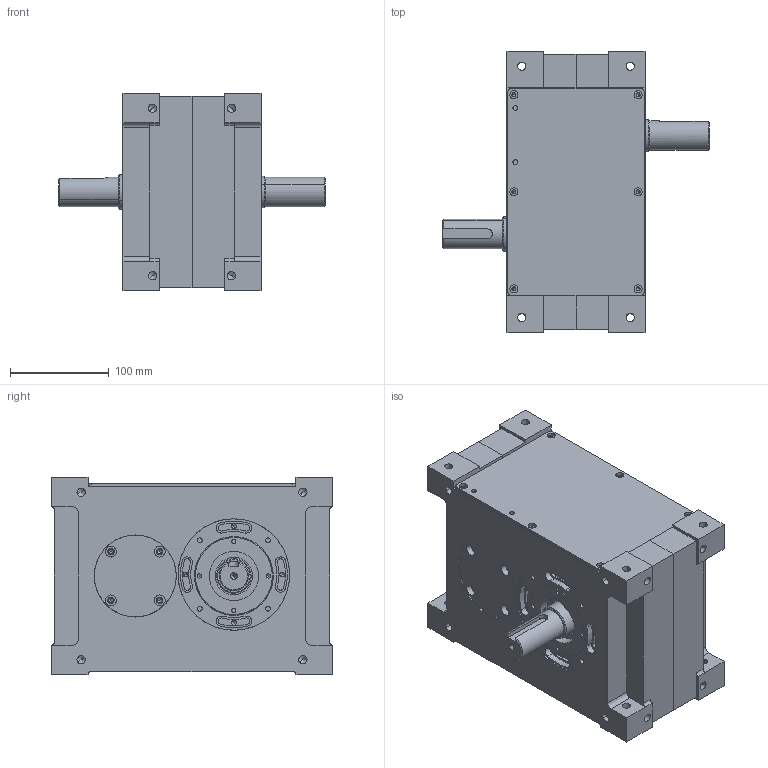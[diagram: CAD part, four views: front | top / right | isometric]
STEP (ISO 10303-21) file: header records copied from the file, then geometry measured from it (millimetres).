
FILE_DESCRIPTION(('CATIA V5 STEP Exchange'),'2;1');
FILE_NAME('P100DS.stp','2013-07-17T03:28:14+00:00',('none'),('none'),'CATIA Version 5 Release 18 SP 6 (IN-10)','CATIA V5 STEP AP203','none');
FILE_SCHEMA(('CONFIG_CONTROL_DESIGN'));
Length unit declared in the file: millimetre
Products named in the file (1): P100DSF
Assembly tree (10 placements, depth 2):
  P100DSF
    #56
    #11487
    #12314
    #13291
    #14203
    #15283
    #19370
    #20186
    #20871
    #21040
Bounding box: 270 x 285 x 200 mm (x, y, z)
Volume: 3270242.8 mm3; surface area: 679322.2 mm2
Topology: 12 solids, 12 shells, 729 faces, 1822 edges, 1128 vertices
Faces by surface type: cylinder 389, plane 198, cone 130, bspline 12
Entity records: 21486 total; most frequent: CARTESIAN_POINT 5380, ORIENTED_EDGE 3468, DIRECTION 2616, EDGE_CURVE 1734, AXIS2_PLACEMENT_3D 1305, VERTEX_POINT 1128, EDGE_LOOP 934, VECTOR 841
